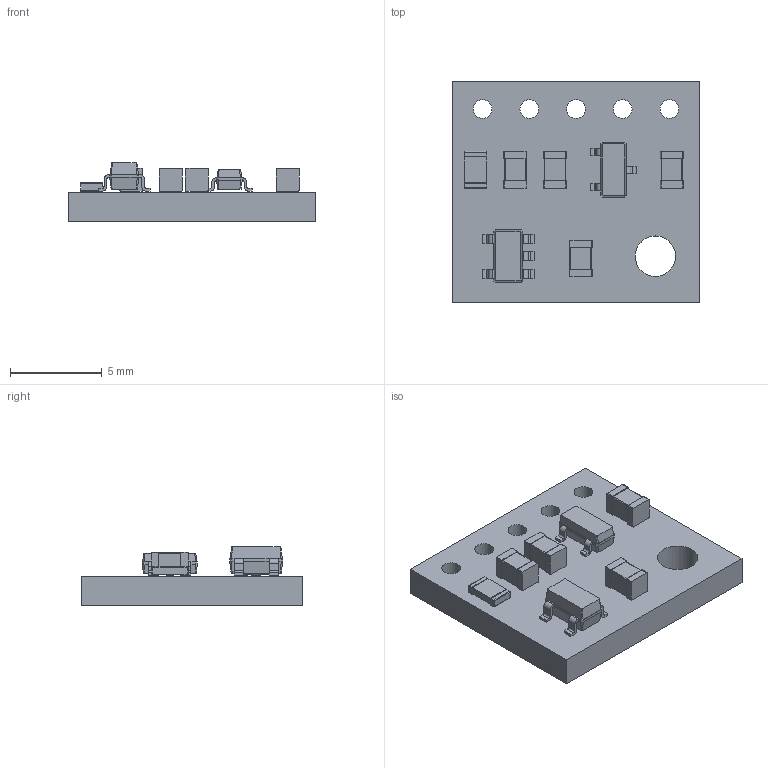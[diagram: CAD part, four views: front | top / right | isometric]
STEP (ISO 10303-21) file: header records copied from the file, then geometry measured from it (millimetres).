
FILE_DESCRIPTION(('KiCad electronic assembly'),'2;1');
FILE_NAME('uv.step','2023-12-30T14:02:14',('Pcbnew'),('Kicad'), 'Open CASCADE STEP processor 7.7','KiCad to STEP converter','Unknown' );
FILE_SCHEMA(('AUTOMOTIVE_DESIGN { 1 0 10303 214 1 1 1 1 }'));
Length unit declared in the file: millimetre
Products named in the file (10): uv 1; C_0805_2012Metric; SOLID; R_0805_2012Metric; SOT-23-5; SOT-23; uv PCB
Assembly tree (12 placements, depth 3):
  uv 1
    C_0805_2012Metric  x4
      SOLID
    R_0805_2012Metric
      SOLID
    SOT-23-5
      SOLID
    SOT-23
      SOLID
    uv PCB
Bounding box: 13.46 x 12.06 x 3.2 mm (x, y, z)
Volume: 270.7 mm3; surface area: 534.6 mm2
Topology: 8 solids, 8 shells, 335 faces, 843 edges, 532 vertices
Faces by surface type: plane 185, cylinder 94, bspline 56
Full cylindrical faces by diameter (mm): 1.02 x5, 2.2 x1
Entity records: 17474 total; most frequent: CARTESIAN_POINT 3325, DIRECTION 2178, LINE 1478, VECTOR 1478, ORIENTED_EDGE 1254, PCURVE 1254, DEFINITIONAL_REPRESENTATION 1254, EDGE_CURVE 627
